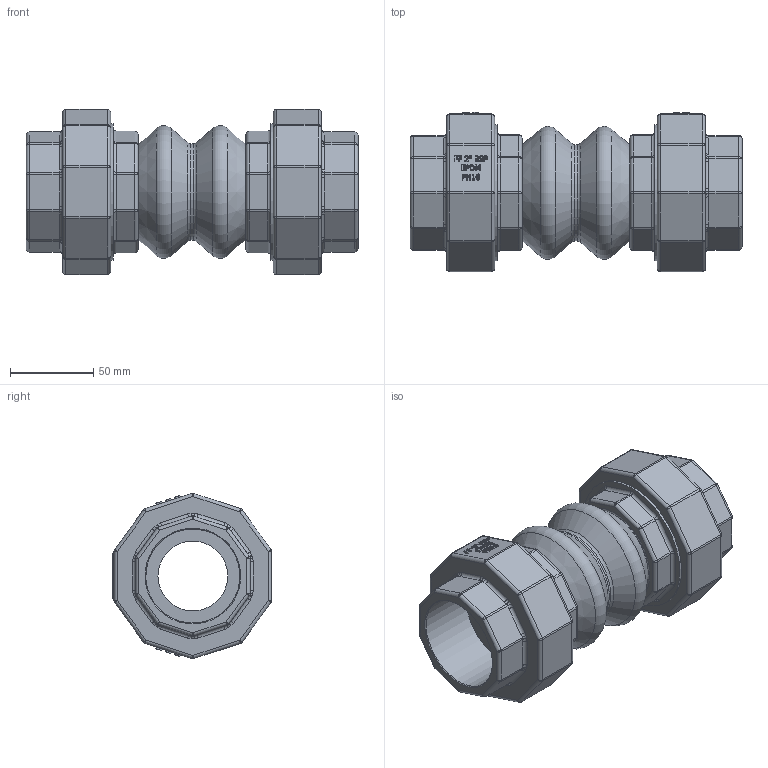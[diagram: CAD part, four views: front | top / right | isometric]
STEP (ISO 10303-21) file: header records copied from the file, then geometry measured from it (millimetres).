
FILE_DESCRIPTION(/* description */ ('1504009'),/* implementation_level */ '2;1');
FILE_NAME(/* name */ '1504009.stp',/* time_stamp */ '2015-07-07T10:03:05+02:00',/* author */ ('jmorand'),/* organization */ ('Sferaco'),/* preprocessor_version */ 'ST-DEVELOPER v16.1',/* originating_system */ 'Autodesk Inventor 2016',/* authorisation */ '');
FILE_SCHEMA (('AUTOMOTIVE_DESIGN { 1 0 10303 214 3 1 1 }'));
Products named in the file (1): 1504009_bd
Bounding box: 200 x 96 x 99.68 mm (x, y, z)
Volume: 563038.7 mm3; surface area: 121457.5 mm2
Topology: 1 solids, 3 shells, 1558 faces, 3933 edges, 2495 vertices
Faces by surface type: plane 642, bspline 518, cylinder 254, sphere 80, torus 54, cone 10
Full cylindrical faces by diameter (mm): 42 x3, 56.656 x2, 58 x1, 77 x2, 79 x2, 79.835 x2, 82 x2
Entity records: 50965 total; most frequent: CARTESIAN_POINT 15555, ORIENTED_EDGE 7780, DIRECTION 5366, EDGE_CURVE 3890, VERTEX_POINT 2490, LINE 2304, VECTOR 2304, EDGE_LOOP 1716
